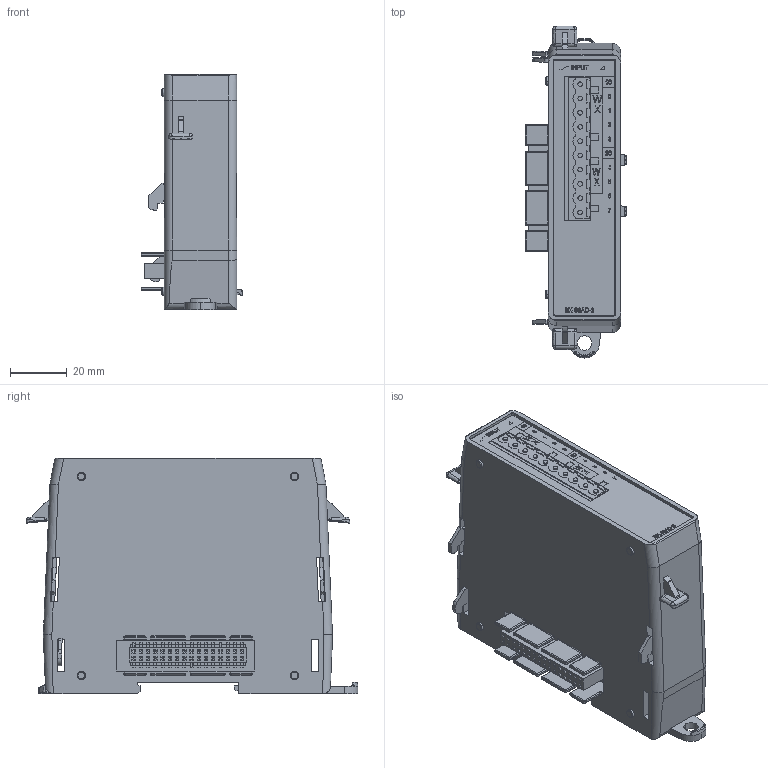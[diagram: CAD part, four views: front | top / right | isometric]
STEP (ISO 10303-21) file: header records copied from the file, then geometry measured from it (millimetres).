
FILE_DESCRIPTION (( 'STEP AP214' ), '1' );
FILE_NAME ('Assem Clean Shell 2b NC w NEW1 BX08AD-3 Face3 With Faceplate A.STEP', '2023-03-14T12:25:13', ( '' ), ( '' ), 'SwSTEP 2.0', 'SolidWorks 2021', '' );
FILE_SCHEMA (( 'AUTOMOTIVE_DESIGN' ));
Length unit declared in the file: millimetre
Products named in the file (1): Assem Clean Shell 2b NC w NEW1 BX08AD-3 Face3 With Faceplate A
Bounding box: 35.62 x 116.5 x 82.55 mm (x, y, z)
Volume: 189656.4 mm3; surface area: 46327.8 mm2
Topology: 4 solids, 13 shells, 3616 faces, 9457 edges, 5995 vertices
Faces by surface type: plane 2545, cylinder 583, bspline 358, torus 71, cone 35, sphere 24
Entity records: 162360 total; most frequent: CARTESIAN_POINT 43504, ORIENTED_EDGE 18886, DIRECTION 15406, EDGE_CURVE 9443, LINE 7350, VECTOR 7350, VERTEX_POINT 5993, AXIS2_PLACEMENT_3D 4028
